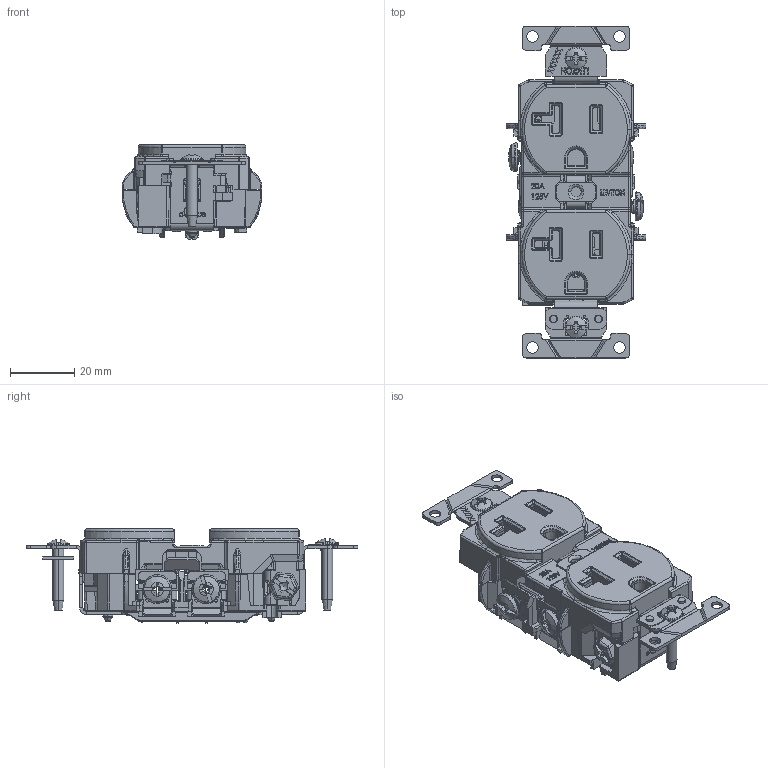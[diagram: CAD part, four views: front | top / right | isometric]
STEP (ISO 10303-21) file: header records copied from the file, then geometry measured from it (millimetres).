
FILE_DESCRIPTION (( 'STEP AP214' ), '1' );
FILE_NAME ('ORA4993-M01 (IG-DUPLEX S5).STEP', '2017-06-13T16:34:08', ( '' ), ( '' ), 'SwSTEP 2.0', 'SolidWorks 2015', '' );
FILE_SCHEMA (( 'AUTOMOTIVE_DESIGN' ));
Length unit declared in the file: millimetre
Products named in the file (1): ORA4993-M01 (IG-DUPLEX S5)
Bounding box: 43.43 x 103.17 x 29.36 mm (x, y, z)
Surface area: 23075.5 mm2 (no closed solid volume)
Topology: 0 solids, 52 shells, 2758 faces, 10595 edges, 7662 vertices
Faces by surface type: plane 1541, bspline 540, cylinder 518, cone 81, torus 46, sphere 32
Entity records: 165031 total; most frequent: CARTESIAN_POINT 53823, ORIENTED_EDGE 16446, DIRECTION 14367, EDGE_CURVE 10582, VERTEX_POINT 7662, VECTOR 7109, LINE 7109, AXIS2_PLACEMENT_3D 3629
